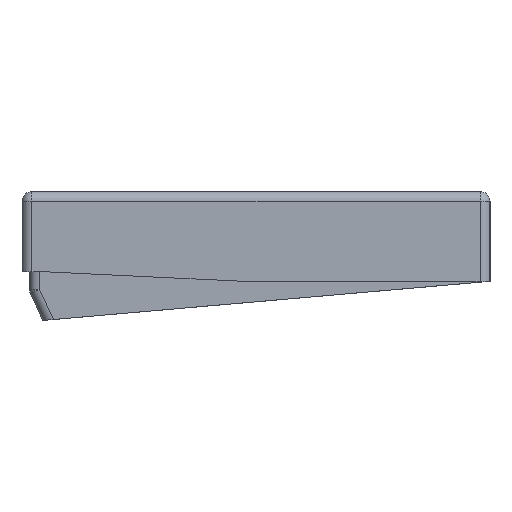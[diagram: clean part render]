
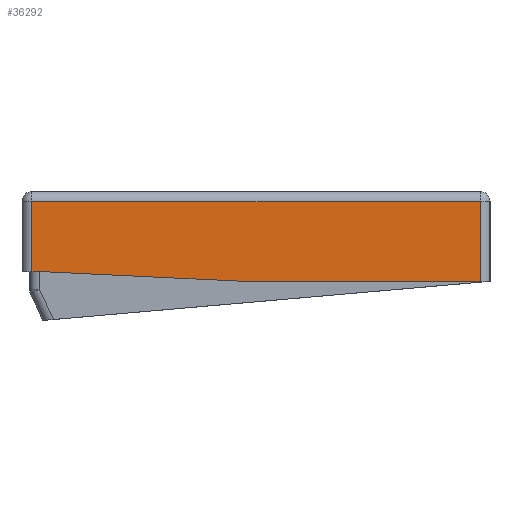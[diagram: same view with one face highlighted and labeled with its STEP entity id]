
A CAD part, left-side view. The second image highlights one B-rep face of the part: STEP entity #36292.
In plain terms, the highlighted planar face has unit normal (-1, 0, 0).
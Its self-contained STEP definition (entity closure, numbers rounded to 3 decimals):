
#5097=FACE_OUTER_BOUND('',#7641,.T.);
#7641=EDGE_LOOP('',(#33278,#33279,#33280,#33281,#33282,#33283));
#11085=LINE('',#62528,#14561);
#11092=LINE('',#62549,#14568);
#11093=LINE('',#62553,#14569);
#11094=LINE('',#62555,#14570);
#11095=LINE('',#62557,#14571);
#11096=LINE('',#62558,#14572);
#14561=VECTOR('',#49474,10.);
#14568=VECTOR('',#49499,10.);
#14569=VECTOR('',#49504,10.);
#14570=VECTOR('',#49505,10.);
#14571=VECTOR('',#49506,10.);
#14572=VECTOR('',#49507,10.);
#17953=VERTEX_POINT('',#62525);
#17954=VERTEX_POINT('',#62527);
#17959=VERTEX_POINT('',#62548);
#17960=VERTEX_POINT('',#62552);
#17961=VERTEX_POINT('',#62554);
#17962=VERTEX_POINT('',#62556);
#23071=EDGE_CURVE('',#17953,#17954,#11085,.T.);
#23082=EDGE_CURVE('',#17954,#17959,#11092,.T.);
#23084=EDGE_CURVE('',#17953,#17960,#11093,.T.);
#23085=EDGE_CURVE('',#17960,#17961,#11094,.T.);
#23086=EDGE_CURVE('',#17961,#17962,#11095,.T.);
#23087=EDGE_CURVE('',#17959,#17962,#11096,.T.);
#33278=ORIENTED_EDGE('',*,*,#23071,.F.);
#33279=ORIENTED_EDGE('',*,*,#23084,.T.);
#33280=ORIENTED_EDGE('',*,*,#23085,.T.);
#33281=ORIENTED_EDGE('',*,*,#23086,.T.);
#33282=ORIENTED_EDGE('',*,*,#23087,.F.);
#33283=ORIENTED_EDGE('',*,*,#23082,.F.);
#34494=PLANE('',#39586);
#36292=ADVANCED_FACE('',(#5097),#34494,.T.);
#39586=AXIS2_PLACEMENT_3D('',#62551,#49502,#49503);
#49474=DIRECTION('',(0.,0.,1.));
#49499=DIRECTION('',(0.,-1.,0.));
#49502=DIRECTION('center_axis',(-1.,0.,0.));
#49503=DIRECTION('ref_axis',(0.,-1.,0.));
#49504=DIRECTION('',(0.,-1.,0.));
#49505=DIRECTION('',(0.,-0.999,-0.048));
#49506=DIRECTION('',(0.,-1.,0.));
#49507=DIRECTION('',(0.,0.,-1.));
#62525=CARTESIAN_POINT('',(-16.95,18.04,2.));
#62527=CARTESIAN_POINT('',(-16.95,18.04,16.1));
#62528=CARTESIAN_POINT('',(-16.95,18.04,10.6));
#62548=CARTESIAN_POINT('',(-16.95,-71.66,16.1));
#62549=CARTESIAN_POINT('',(-16.95,-3.76,16.1));
#62551=CARTESIAN_POINT('Origin',(-16.95,19.54,10.6));
#62552=CARTESIAN_POINT('',(-16.95,14.54,2.));
#62553=CARTESIAN_POINT('',(-16.95,19.54,2.));
#62554=CARTESIAN_POINT('',(-16.95,-27.06,0.));
#62555=CARTESIAN_POINT('',(-16.95,17.24,2.13));
#62556=CARTESIAN_POINT('',(-16.95,-71.66,0.));
#62557=CARTESIAN_POINT('',(-16.95,19.54,0.));
#62558=CARTESIAN_POINT('',(-16.95,-71.66,10.6));
